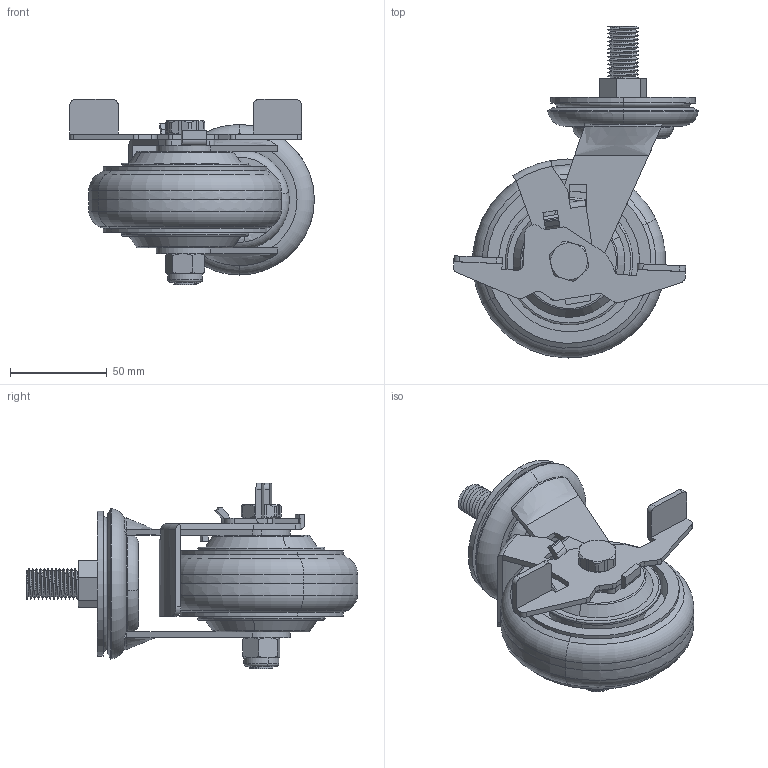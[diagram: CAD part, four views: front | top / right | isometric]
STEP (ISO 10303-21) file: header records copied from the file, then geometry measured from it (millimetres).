
FILE_DESCRIPTION (( 'STEP AP203' ), '1' );
FILE_NAME ('APC-5240 SSB.STEP', '2018-07-17T05:54:16', ( '' ), ( '' ), 'SwSTEP 2.0', 'SolidWorks 2018', '' );
FILE_SCHEMA (( 'CONFIG_CONTROL_DESIGN' ));
Length unit declared in the file: millimetre
Products named in the file (13): 5240_5250 BRAKE F; APC-500 UNDER RING; 5240 BRAKE; APC-500 WHEEL; APC-5240 SSB; APC-500 WHEEL COVER; APC-500 WHEEL ASSAY; APC-500 BRAKE PIN; nylon nut (type1)_ks_KS B 1044 T1 - M12-N; APC-500 SS SHAFT; APC-5240SS TOP PLATE; 5240BRAKE B; APC-500 FRAME
Assembly tree (13 placements, depth 3):
  APC-5240 SSB
    APC-5240SS TOP PLATE
    APC-500 FRAME
    APC-500 UNDER RING
    APC-500 WHEEL ASSAY
      APC-500 WHEEL
      APC-500 WHEEL COVER  x2
    APC-500 BRAKE PIN
    nylon nut (type1)_ks_KS B 1044 T1 - M12-N
    APC-500 SS SHAFT
    5240 BRAKE
      5240BRAKE B
      5240_5250 BRAKE F
Bounding box: 126.84 x 171.96 x 96 mm (x, y, z)
Volume: 317169.3 mm3; surface area: 118798.8 mm2
Topology: 12 solids, 12 shells, 479 faces, 1187 edges, 750 vertices
Faces by surface type: plane 207, cylinder 152, torus 51, cone 42, bspline 27
Entity records: 19750 total; most frequent: CARTESIAN_POINT 7565, ORIENTED_EDGE 2322, DIRECTION 2183, EDGE_CURVE 1161, AXIS2_PLACEMENT_3D 804, VERTEX_POINT 734, VECTOR 575, LINE 575
